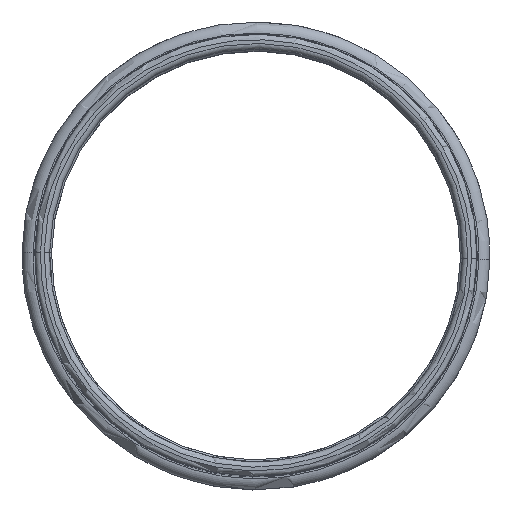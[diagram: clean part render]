
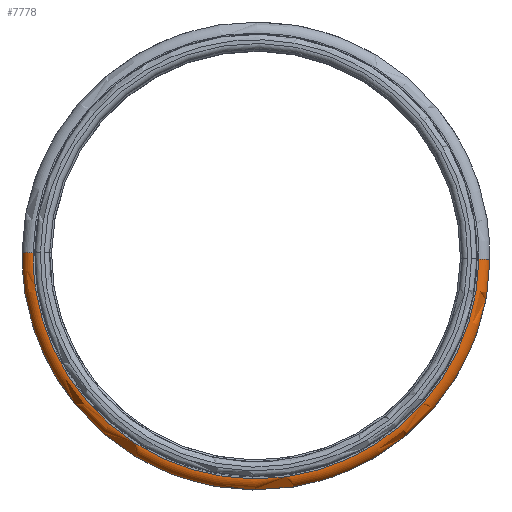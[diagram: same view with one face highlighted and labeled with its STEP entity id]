
A CAD part, top view. The second image highlights one B-rep face of the part: STEP entity #7778.
In plain terms, the highlighted toroidal (fillet/blend) face has major radius 6.05 mm and minor radius 0.3 mm.
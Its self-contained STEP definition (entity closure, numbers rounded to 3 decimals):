
#7751=AXIS2_PLACEMENT_3D('Torus Axis2P3D',#7748,#7749,#7750) ;
#7755=AXIS2_PLACEMENT_3D('Circle Axis2P3D',#7753,#7754,$) ;
#7762=AXIS2_PLACEMENT_3D('Circle Axis2P3D',#7760,#7761,$) ;
#7769=AXIS2_PLACEMENT_3D('Circle Axis2P3D',#7767,#7768,$) ;
#2899=CARTESIAN_POINT('Control Point',(12.399,6.259,13.5)) ;
#2900=CARTESIAN_POINT('Control Point',(12.39,5.656,13.5)) ;
#2901=CARTESIAN_POINT('Control Point',(12.306,5.055,13.5)) ;
#2902=CARTESIAN_POINT('Control Point',(12.147,4.467,13.5)) ;
#2903=CARTESIAN_POINT('Control Point',(11.687,3.344,13.5)) ;
#2904=CARTESIAN_POINT('Control Point',(10.965,2.368,13.5)) ;
#2905=CARTESIAN_POINT('Control Point',(10.544,1.927,13.5)) ;
#2906=CARTESIAN_POINT('Control Point',(9.603,1.16,13.5)) ;
#2907=CARTESIAN_POINT('Control Point',(8.502,0.647,13.5)) ;
#2908=CARTESIAN_POINT('Control Point',(7.923,0.461,13.5)) ;
#2909=CARTESIAN_POINT('Control Point',(6.729,0.237,13.5)) ;
#2910=CARTESIAN_POINT('Control Point',(5.517,0.312,13.5)) ;
#2911=CARTESIAN_POINT('Control Point',(4.919,0.425,13.5)) ;
#2912=CARTESIAN_POINT('Control Point',(3.763,0.798,13.5)) ;
#2913=CARTESIAN_POINT('Control Point',(2.734,1.443,13.5)) ;
#2914=CARTESIAN_POINT('Control Point',(2.263,1.828,13.5)) ;
#2915=CARTESIAN_POINT('Control Point',(1.426,2.708,13.5)) ;
#2916=CARTESIAN_POINT('Control Point',(0.83,3.765,13.5)) ;
#2917=CARTESIAN_POINT('Control Point',(0.599,4.329,13.5)) ;
#2918=CARTESIAN_POINT('Control Point',(0.393,5.097,13.5)) ;
#2919=CARTESIAN_POINT('Control Point',(0.314,5.882,13.5)) ;
#2920=CARTESIAN_POINT('Control Point',(0.302,6.069,13.5)) ;
#2921=CARTESIAN_POINT('Control Point',(0.298,6.255,13.5)) ;
#2922=CARTESIAN_POINT('Control Point',(0.301,6.441,13.5)) ;
#2923=CARTESIAN_POINT('Vertex',(12.399,6.259,13.5)) ;
#2925=CARTESIAN_POINT('Vertex',(0.301,6.441,13.5)) ;
#7748=CARTESIAN_POINT('Axis2P3D Location',(6.35,6.35,13.2)) ;
#7753=CARTESIAN_POINT('Axis2P3D Location',(12.399,6.259,13.2)) ;
#7757=CARTESIAN_POINT('Vertex',(12.699,6.254,13.2)) ;
#7760=CARTESIAN_POINT('Axis2P3D Location',(0.301,6.441,13.2)) ;
#7764=CARTESIAN_POINT('Vertex',(0.001,6.446,13.2)) ;
#7767=CARTESIAN_POINT('Axis2P3D Location',(6.35,6.35,13.2)) ;
#7749=DIRECTION('Axis2P3D Direction',(0.,0.,-1.)) ;
#7750=DIRECTION('Axis2P3D XDirection',(1.,-0.015,0.)) ;
#7754=DIRECTION('Axis2P3D Direction',(0.015,1.,0.)) ;
#7761=DIRECTION('Axis2P3D Direction',(-0.015,-1.,0.)) ;
#7768=DIRECTION('Axis2P3D Direction',(0.,0.,-1.)) ;
#7773=ORIENTED_EDGE('',*,*,#7759,.F.) ;
#7774=ORIENTED_EDGE('',*,*,#2927,.T.) ;
#7775=ORIENTED_EDGE('',*,*,#7766,.F.) ;
#7776=ORIENTED_EDGE('',*,*,#7771,.F.) ;
#7778=ADVANCED_FACE('Hauptk\X2\00F6\X0\rper',(#7777),#7752,.T.) ;
#2898=B_SPLINE_CURVE_WITH_KNOTS('',5,(#2899,#2900,#2901,#2902,#2903,#2904,#2905,#2906,#2907,#2908,#2909,#2910,#2911,#2912,#2913,#2914,#2915,#2916,#2917,#2918,#2919,#2920,#2921,#2922),.UNSPECIFIED.,.F.,.U.,(6,3,3,3,3,3,3,6),(0.,4.26,8.52,12.781,17.041,21.301,25.561,26.879),.UNSPECIFIED.) ;
#7756=CIRCLE('generated circle',#7755,0.3) ;
#7763=CIRCLE('generated circle',#7762,0.3) ;
#7770=CIRCLE('generated circle',#7769,6.35) ;
#7752=TOROIDAL_SURFACE('homeo Torus',#7751,6.05,0.3) ;
#2927=EDGE_CURVE('',#2924,#2926,#2898,.T.) ;
#7759=EDGE_CURVE('',#2924,#7758,#7756,.T.) ;
#7766=EDGE_CURVE('',#7765,#2926,#7763,.F.) ;
#7771=EDGE_CURVE('',#7758,#7765,#7770,.T.) ;
#7772=EDGE_LOOP('',(#7773,#7774,#7775,#7776)) ;
#7777=FACE_OUTER_BOUND('',#7772,.T.) ;
#2924=VERTEX_POINT('',#2923) ;
#2926=VERTEX_POINT('',#2925) ;
#7758=VERTEX_POINT('',#7757) ;
#7765=VERTEX_POINT('',#7764) ;
